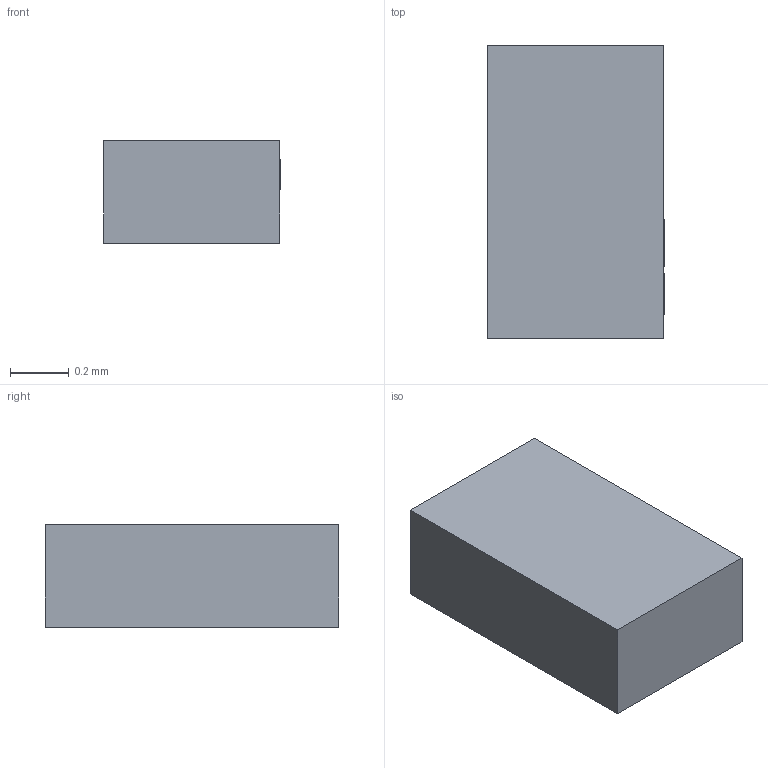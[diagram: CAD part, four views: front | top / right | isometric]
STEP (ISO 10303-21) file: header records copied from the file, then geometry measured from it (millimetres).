
FILE_DESCRIPTION(('FreeCAD Model'),'2;1');
FILE_NAME('Open CASCADE Shape Model','2023-11-24T16:19:58',(''),(''), 'Open CASCADE STEP processor 7.6','FreeCAD','Unknown');
FILE_SCHEMA(('AUTOMOTIVE_DESIGN { 1 0 10303 214 1 1 1 1 }'));
Length unit declared in the file: millimetre
Products named in the file (17): Q1; PICOSTAR-3_L1.0-W0.6-P0.40-S0.65-BL-1; COMPOUND014; COMPOUND; COMPOUND001; COMPOUND002; COMPOUND003; COMPOUND004; COMPOUND005; COMPOUND006; COMPOUND007; COMPOUND008; COMPOUND009; COMPOUND010; COMPOUND011; COMPOUND012; COMPOUND013
Assembly tree (16 placements, depth 4):
  Q1
    PICOSTAR-3_L1.0-W0.6-P0.40-S0.65-BL-1
      COMPOUND014
        COMPOUND
        COMPOUND001
        COMPOUND002
        COMPOUND003
        COMPOUND004
        COMPOUND005
        COMPOUND006
        COMPOUND007
        COMPOUND008
        COMPOUND009
        COMPOUND010
        COMPOUND011
        COMPOUND012
        COMPOUND013
Bounding box: 0.6 x 1 x 0.35 mm (x, y, z)
Volume: 0.2 mm3; surface area: 2.3 mm2
Topology: 14 solids, 14 shells, 264 faces, 699 edges, 466 vertices
Faces by surface type: plane 154, bspline 98, cylinder 12
Entity records: 9311 total; most frequent: CARTESIAN_POINT 2752, ORIENTED_EDGE 1398, DIRECTION 889, EDGE_CURVE 699, LINE 475, VECTOR 475, VERTEX_POINT 466, FACE_BOUND 279
